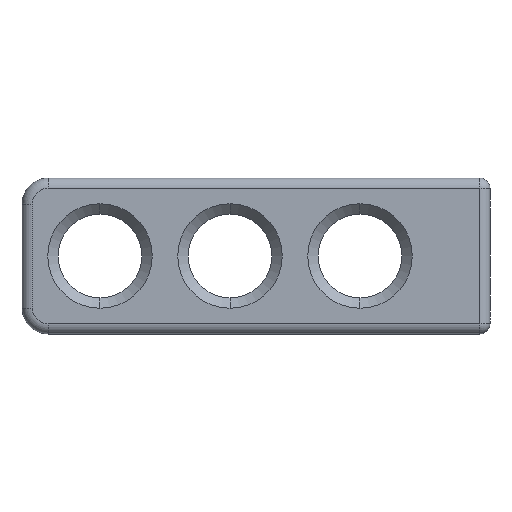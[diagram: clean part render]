
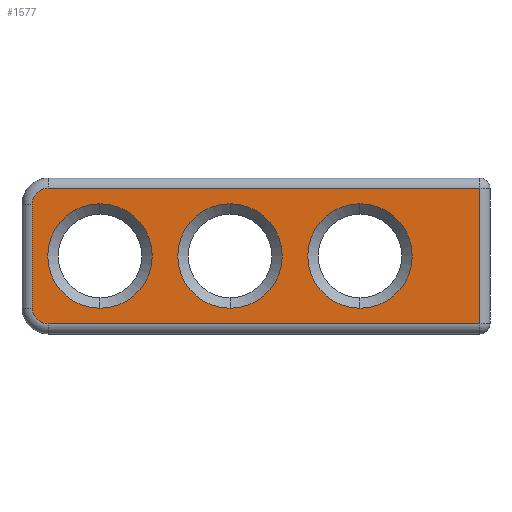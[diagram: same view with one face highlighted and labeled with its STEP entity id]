
A CAD part, left-side view. The second image highlights one B-rep face of the part: STEP entity #1577.
In plain terms, the highlighted planar face has unit normal (-1, 0, 0).
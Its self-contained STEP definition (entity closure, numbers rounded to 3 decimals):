
#33 = VERTEX_POINT ( 'NONE', #1170 ) ;
#36 = CARTESIAN_POINT ( 'NONE',  ( 0., 2., 13. ) ) ;
#44 = CIRCLE ( 'NONE', #945, 3. ) ;
#45 = VERTEX_POINT ( 'NONE', #159 ) ;
#46 = EDGE_CURVE ( 'NONE', #1756, #144, #1245, .T. ) ;
#49 = EDGE_LOOP ( 'NONE', ( #548, #1673 ) ) ;
#77 = ORIENTED_EDGE ( 'NONE', *, *, #426, .T. ) ;
#135 = CARTESIAN_POINT ( 'NONE',  ( 0., 85., 13. ) ) ;
#138 = DIRECTION ( 'NONE',  ( 0., 1., 0. ) ) ;
#144 = VERTEX_POINT ( 'NONE', #1227 ) ;
#159 = CARTESIAN_POINT ( 'NONE',  ( 0., 88., -10. ) ) ;
#170 = CARTESIAN_POINT ( 'NONE',  ( 0., 85., 13. ) ) ;
#185 = DIRECTION ( 'NONE',  ( 1., 0., 0. ) ) ;
#213 = CARTESIAN_POINT ( 'NONE',  ( 0., 25., 0. ) ) ;
#254 = CARTESIAN_POINT ( 'NONE',  ( 0., 50., 0. ) ) ;
#261 = AXIS2_PLACEMENT_3D ( 'NONE', #254, #1432, #427 ) ;
#302 = VECTOR ( 'NONE', #377, 1000. ) ;
#307 = DIRECTION ( 'NONE',  ( 0., 1., 0. ) ) ;
#315 = CARTESIAN_POINT ( 'NONE',  ( 0., 85., 10. ) ) ;
#320 = AXIS2_PLACEMENT_3D ( 'NONE', #1195, #185, #1358 ) ;
#321 = CIRCLE ( 'NONE', #320, 10.05 ) ;
#353 = CARTESIAN_POINT ( 'NONE',  ( 0., 25., -10.05 ) ) ;
#354 = EDGE_CURVE ( 'NONE', #45, #33, #1775, .T. ) ;
#377 = DIRECTION ( 'NONE',  ( 0., -1., 0. ) ) ;
#382 = DIRECTION ( 'NONE',  ( 0., 1., 0. ) ) ;
#399 = CARTESIAN_POINT ( 'NONE',  ( 0., 2., 15. ) ) ;
#426 = EDGE_CURVE ( 'NONE', #1823, #762, #44, .T. ) ;
#427 = DIRECTION ( 'NONE',  ( 0., 1., 0. ) ) ;
#436 = ORIENTED_EDGE ( 'NONE', *, *, #1326, .T. ) ;
#457 = EDGE_CURVE ( 'NONE', #1415, #2127, #540, .T. ) ;
#479 = VECTOR ( 'NONE', #1242, 1000. ) ;
#489 = FACE_OUTER_BOUND ( 'NONE', #1362, .T. ) ;
#499 = AXIS2_PLACEMENT_3D ( 'NONE', #2158, #998, #1658 ) ;
#514 = CIRCLE ( 'NONE', #1003, 10.05 ) ;
#540 = CIRCLE ( 'NONE', #1617, 10.05 ) ;
#548 = ORIENTED_EDGE ( 'NONE', *, *, #457, .T. ) ;
#675 = DIRECTION ( 'NONE',  ( 1., 0., 0. ) ) ;
#679 = VERTEX_POINT ( 'NONE', #1587 ) ;
#690 = CIRCLE ( 'NONE', #1332, 10.05 ) ;
#691 = EDGE_CURVE ( 'NONE', #679, #830, #1648, .T. ) ;
#697 = EDGE_LOOP ( 'NONE', ( #1053, #1741 ) ) ;
#709 = LINE ( 'NONE', #135, #1552 ) ;
#762 = VERTEX_POINT ( 'NONE', #883 ) ;
#799 = DIRECTION ( 'NONE',  ( 1., 0., 0. ) ) ;
#830 = VERTEX_POINT ( 'NONE', #36 ) ;
#832 = DIRECTION ( 'NONE',  ( 1., 0., 0. ) ) ;
#853 = FACE_BOUND ( 'NONE', #697, .T. ) ;
#883 = CARTESIAN_POINT ( 'NONE',  ( 0., 88., 10. ) ) ;
#915 = ORIENTED_EDGE ( 'NONE', *, *, #1367, .T. ) ;
#926 = CARTESIAN_POINT ( 'NONE',  ( 0., 50., -10.05 ) ) ;
#940 = DIRECTION ( 'NONE',  ( 1., 0., 0. ) ) ;
#942 = EDGE_CURVE ( 'NONE', #2127, #1415, #1938, .T. ) ;
#945 = AXIS2_PLACEMENT_3D ( 'NONE', #315, #1319, #138 ) ;
#969 = ORIENTED_EDGE ( 'NONE', *, *, #354, .T. ) ;
#998 = DIRECTION ( 'NONE',  ( -1., 0., 0. ) ) ;
#1003 = AXIS2_PLACEMENT_3D ( 'NONE', #1831, #832, #1992 ) ;
#1053 = ORIENTED_EDGE ( 'NONE', *, *, #1853, .T. ) ;
#1160 = VECTOR ( 'NONE', #1210, 1000. ) ;
#1170 = CARTESIAN_POINT ( 'NONE',  ( 0., 85., -13. ) ) ;
#1189 = EDGE_CURVE ( 'NONE', #1348, #1868, #514, .T. ) ;
#1195 = CARTESIAN_POINT ( 'NONE',  ( 0., 75., 0. ) ) ;
#1203 = ORIENTED_EDGE ( 'NONE', *, *, #1946, .T. ) ;
#1210 = DIRECTION ( 'NONE',  ( 0., 0., -1. ) ) ;
#1217 = CARTESIAN_POINT ( 'NONE',  ( 0., 90., -13. ) ) ;
#1227 = CARTESIAN_POINT ( 'NONE',  ( 0., 75., 10.05 ) ) ;
#1234 = CARTESIAN_POINT ( 'NONE',  ( 0., 50., 10.05 ) ) ;
#1237 = ORIENTED_EDGE ( 'NONE', *, *, #1189, .T. ) ;
#1242 = DIRECTION ( 'NONE',  ( 0., 0., 1. ) ) ;
#1245 = CIRCLE ( 'NONE', #2030, 10.05 ) ;
#1312 = ORIENTED_EDGE ( 'NONE', *, *, #691, .T. ) ;
#1319 = DIRECTION ( 'NONE',  ( -1., 0., 0. ) ) ;
#1326 = EDGE_CURVE ( 'NONE', #762, #45, #1749, .T. ) ;
#1332 = AXIS2_PLACEMENT_3D ( 'NONE', #213, #1387, #382 ) ;
#1348 = VERTEX_POINT ( 'NONE', #1864 ) ;
#1358 = DIRECTION ( 'NONE',  ( 0., 1., 0. ) ) ;
#1362 = EDGE_LOOP ( 'NONE', ( #969, #915, #1312, #2100, #77, #436 ) ) ;
#1367 = EDGE_CURVE ( 'NONE', #33, #679, #2095, .T. ) ;
#1387 = DIRECTION ( 'NONE',  ( 1., 0., 0. ) ) ;
#1415 = VERTEX_POINT ( 'NONE', #1234 ) ;
#1432 = DIRECTION ( 'NONE',  ( 1., 0., 0. ) ) ;
#1446 = PLANE ( 'NONE',  #2073 ) ;
#1462 = FACE_BOUND ( 'NONE', #1922, .T. ) ;
#1552 = VECTOR ( 'NONE', #307, 1000. ) ;
#1577 = ADVANCED_FACE ( 'NONE', ( #489, #853, #2046, #1462 ), #1446, .F. ) ;
#1587 = CARTESIAN_POINT ( 'NONE',  ( 0., 2., -13. ) ) ;
#1603 = CARTESIAN_POINT ( 'NONE',  ( 0., 90., 15. ) ) ;
#1617 = AXIS2_PLACEMENT_3D ( 'NONE', #1966, #799, #1800 ) ;
#1648 = LINE ( 'NONE', #399, #479 ) ;
#1654 = CARTESIAN_POINT ( 'NONE',  ( 0., 75., -10.05 ) ) ;
#1658 = DIRECTION ( 'NONE',  ( 0., 1., 0. ) ) ;
#1673 = ORIENTED_EDGE ( 'NONE', *, *, #942, .T. ) ;
#1688 = EDGE_CURVE ( 'NONE', #830, #1823, #709, .T. ) ;
#1741 = ORIENTED_EDGE ( 'NONE', *, *, #46, .T. ) ;
#1749 = LINE ( 'NONE', #2021, #1160 ) ;
#1756 = VERTEX_POINT ( 'NONE', #1654 ) ;
#1775 = CIRCLE ( 'NONE', #499, 3. ) ;
#1800 = DIRECTION ( 'NONE',  ( 0., 1., 0. ) ) ;
#1823 = VERTEX_POINT ( 'NONE', #170 ) ;
#1831 = CARTESIAN_POINT ( 'NONE',  ( 0., 25., 0. ) ) ;
#1838 = CARTESIAN_POINT ( 'NONE',  ( 0., 75., 0. ) ) ;
#1853 = EDGE_CURVE ( 'NONE', #144, #1756, #321, .T. ) ;
#1864 = CARTESIAN_POINT ( 'NONE',  ( 0., 25., 10.05 ) ) ;
#1868 = VERTEX_POINT ( 'NONE', #353 ) ;
#1922 = EDGE_LOOP ( 'NONE', ( #1237, #1203 ) ) ;
#1938 = CIRCLE ( 'NONE', #261, 10.05 ) ;
#1946 = EDGE_CURVE ( 'NONE', #1868, #1348, #690, .T. ) ;
#1966 = CARTESIAN_POINT ( 'NONE',  ( 0., 50., 0. ) ) ;
#1992 = DIRECTION ( 'NONE',  ( 0., 1., 0. ) ) ;
#2003 = DIRECTION ( 'NONE',  ( 0., 1., 0. ) ) ;
#2021 = CARTESIAN_POINT ( 'NONE',  ( 0., 88., 15. ) ) ;
#2030 = AXIS2_PLACEMENT_3D ( 'NONE', #1838, #675, #2003 ) ;
#2046 = FACE_BOUND ( 'NONE', #49, .T. ) ;
#2073 = AXIS2_PLACEMENT_3D ( 'NONE', #1603, #940, #2101 ) ;
#2095 = LINE ( 'NONE', #1217, #302 ) ;
#2100 = ORIENTED_EDGE ( 'NONE', *, *, #1688, .T. ) ;
#2101 = DIRECTION ( 'NONE',  ( 0., 1., 0. ) ) ;
#2127 = VERTEX_POINT ( 'NONE', #926 ) ;
#2158 = CARTESIAN_POINT ( 'NONE',  ( 0., 85., -10. ) ) ;
